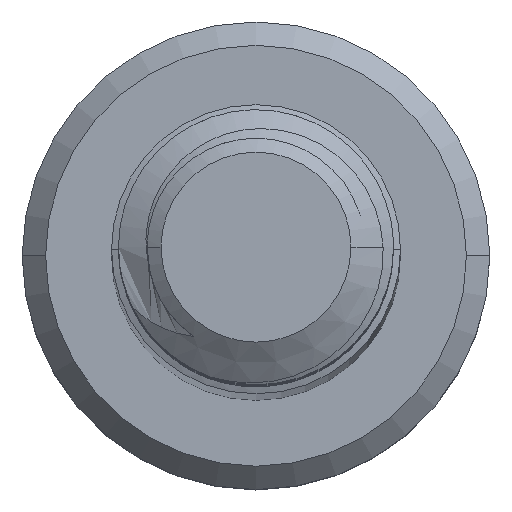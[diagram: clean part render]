
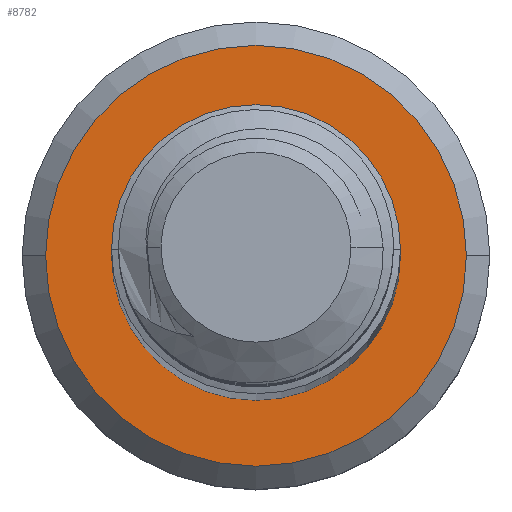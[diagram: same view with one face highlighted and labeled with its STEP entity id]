
A CAD part, top view. The second image highlights one B-rep face of the part: STEP entity #8782.
In plain terms, the highlighted planar face has unit normal (0, 0, 1).
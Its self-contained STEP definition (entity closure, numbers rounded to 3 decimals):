
#1861 = DIRECTION ( 'NONE',  ( -1., 0., 0. ) ) ;
#1862 = DIRECTION ( 'NONE',  ( 0., 0., -1. ) ) ;
#1863 = CARTESIAN_POINT ( 'NONE',  ( 0., 0., -90. ) ) ;
#1864 = AXIS2_PLACEMENT_3D ( 'NONE', #1863, #1862, #1861 ) ;
#1865 = CIRCLE ( 'NONE', #1864, 2.627 ) ;
#2027 = CARTESIAN_POINT ( 'NONE',  ( -3.825, 0., -90. ) ) ;
#2042 = CARTESIAN_POINT ( 'NONE',  ( -2.627, 0., -90. ) ) ;
#2051 = CARTESIAN_POINT ( 'NONE',  ( 3.825, 0., -90. ) ) ;
#2070 = DIRECTION ( 'NONE',  ( -1., 0., 0. ) ) ;
#2071 = DIRECTION ( 'NONE',  ( 0., 0., 1. ) ) ;
#2072 = CARTESIAN_POINT ( 'NONE',  ( 0., 0., -90. ) ) ;
#2073 = AXIS2_PLACEMENT_3D ( 'NONE', #2072, #2071, #2070 ) ;
#2074 = CIRCLE ( 'NONE', #2073, 3.825 ) ;
#2887 = DIRECTION ( 'NONE',  ( -1., 0., 0. ) ) ;
#2888 = DIRECTION ( 'NONE',  ( 0., 0., 1. ) ) ;
#2889 = CARTESIAN_POINT ( 'NONE',  ( 0., 0., -90. ) ) ;
#2890 = AXIS2_PLACEMENT_3D ( 'NONE', #2889, #2888, #2887 ) ;
#2891 = CIRCLE ( 'NONE', #2890, 3.825 ) ;
#2923 = DIRECTION ( 'NONE',  ( -1., 0., 0. ) ) ;
#2924 = DIRECTION ( 'NONE',  ( 0., 0., -1. ) ) ;
#2925 = CARTESIAN_POINT ( 'NONE',  ( 0., 0., -90. ) ) ;
#2926 = AXIS2_PLACEMENT_3D ( 'NONE', #2925, #2924, #2923 ) ;
#2927 = PLANE ( 'NONE',  #2926 ) ;
#2937 = FACE_BOUND ( 'NONE', #8776, .T. ) ;
#2938 = FACE_OUTER_BOUND ( 'NONE', #7245, .T. ) ;
#5275 = EDGE_CURVE ( 'NONE', #7647, #5289, #6798, .T. ) ;
#5289 = VERTEX_POINT ( 'NONE', #6788 ) ;
#6788 = CARTESIAN_POINT ( 'NONE',  ( 2.627, 0., -90. ) ) ;
#6794 = DIRECTION ( 'NONE',  ( -1., 0., 0. ) ) ;
#6795 = DIRECTION ( 'NONE',  ( 0., 0., -1. ) ) ;
#6796 = CARTESIAN_POINT ( 'NONE',  ( 0., 0., -90. ) ) ;
#6797 = AXIS2_PLACEMENT_3D ( 'NONE', #6796, #6795, #6794 ) ;
#6798 = CIRCLE ( 'NONE', #6797, 2.627 ) ;
#7245 = EDGE_LOOP ( 'NONE', ( #8775, #8771 ) ) ;
#7280 = EDGE_CURVE ( 'NONE', #5289, #7647, #1865, .T. ) ;
#7624 = VERTEX_POINT ( 'NONE', #2051 ) ;
#7647 = VERTEX_POINT ( 'NONE', #2042 ) ;
#7665 = VERTEX_POINT ( 'NONE', #2027 ) ;
#7675 = EDGE_CURVE ( 'NONE', #7624, #7665, #2074, .T. ) ;
#8719 = ORIENTED_EDGE ( 'NONE', *, *, #5275, .T. ) ;
#8734 = ORIENTED_EDGE ( 'NONE', *, *, #7280, .T. ) ;
#8768 = EDGE_CURVE ( 'NONE', #7665, #7624, #2891, .T. ) ;
#8771 = ORIENTED_EDGE ( 'NONE', *, *, #7675, .T. ) ;
#8775 = ORIENTED_EDGE ( 'NONE', *, *, #8768, .T. ) ;
#8776 = EDGE_LOOP ( 'NONE', ( #8734, #8719 ) ) ;
#8782 = ADVANCED_FACE ( 'NONE', ( #2938, #2937 ), #2927, .F. ) ;
